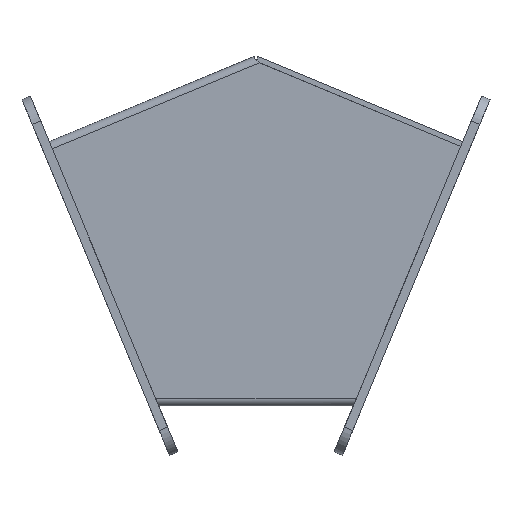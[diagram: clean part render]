
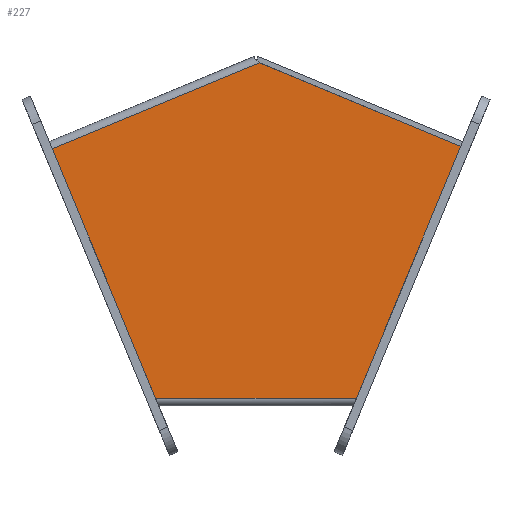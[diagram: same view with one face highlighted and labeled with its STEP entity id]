
A CAD part, front view. The second image highlights one B-rep face of the part: STEP entity #227.
In plain terms, the highlighted planar face has unit normal (0, -1, 0).
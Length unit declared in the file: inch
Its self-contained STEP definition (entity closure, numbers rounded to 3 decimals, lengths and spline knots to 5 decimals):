
#45 = CARTESIAN_POINT ( 'NONE',  ( 2.8585, -2., 3.62233 ) ) ;
#227 = ADVANCED_FACE ( 'NONE', ( #2221 ), #1384, .T. ) ;
#290 = EDGE_CURVE ( 'NONE', #1517, #2081, #2234, .T. ) ;
#303 = CARTESIAN_POINT ( 'NONE',  ( 2.8585, -2., 3.62233 ) ) ;
#361 = DIRECTION ( 'NONE',  ( 1., 0., 0. ) ) ;
#423 = EDGE_LOOP ( 'NONE', ( #1595, #1450, #898, #1667, #1526 ) ) ;
#431 = VERTEX_POINT ( 'NONE', #825 ) ;
#468 = LINE ( 'NONE', #2155, #975 ) ;
#469 = AXIS2_PLACEMENT_3D ( 'NONE', #2620, #952, #2419 ) ;
#584 = EDGE_CURVE ( 'NONE', #2081, #431, #2607, .T. ) ;
#690 = VECTOR ( 'NONE', #2361, 39.37008 ) ;
#753 = CARTESIAN_POINT ( 'NONE',  ( -2.8585, -2., 0.108 ) ) ;
#825 = CARTESIAN_POINT ( 'NONE',  ( 1.4008, -2., 0.108 ) ) ;
#852 = VECTOR ( 'NONE', #991, 39.37008 ) ;
#898 = ORIENTED_EDGE ( 'NONE', *, *, #1345, .T. ) ;
#939 = VECTOR ( 'NONE', #361, 39.37008 ) ;
#952 = DIRECTION ( 'NONE',  ( 0., -1., 0. ) ) ;
#975 = VECTOR ( 'NONE', #1924, 39.37008 ) ;
#991 = DIRECTION ( 'NONE',  ( 0.383, 0., -0.924 ) ) ;
#1110 = LINE ( 'NONE', #303, #690 ) ;
#1267 = EDGE_CURVE ( 'NONE', #1876, #1517, #2465, .T. ) ;
#1345 = EDGE_CURVE ( 'NONE', #2617, #1876, #468, .T. ) ;
#1384 = PLANE ( 'NONE',  #469 ) ;
#1435 = CARTESIAN_POINT ( 'NONE',  ( 0.04698, -2., 4.78851 ) ) ;
#1450 = ORIENTED_EDGE ( 'NONE', *, *, #2111, .T. ) ;
#1517 = VERTEX_POINT ( 'NONE', #2005 ) ;
#1526 = ORIENTED_EDGE ( 'NONE', *, *, #290, .T. ) ;
#1585 = CARTESIAN_POINT ( 'NONE',  ( 0.04698, -2., 4.78851 ) ) ;
#1595 = ORIENTED_EDGE ( 'NONE', *, *, #584, .T. ) ;
#1667 = ORIENTED_EDGE ( 'NONE', *, *, #1267, .T. ) ;
#1876 = VERTEX_POINT ( 'NONE', #1585 ) ;
#1924 = DIRECTION ( 'NONE',  ( -0.924, 0., 0.383 ) ) ;
#2005 = CARTESIAN_POINT ( 'NONE',  ( -2.84471, -2., 3.58907 ) ) ;
#2081 = VERTEX_POINT ( 'NONE', #2262 ) ;
#2111 = EDGE_CURVE ( 'NONE', #431, #2617, #1110, .T. ) ;
#2155 = CARTESIAN_POINT ( 'NONE',  ( 0., -2., 4.808 ) ) ;
#2221 = FACE_OUTER_BOUND ( 'NONE', #423, .T. ) ;
#2234 = LINE ( 'NONE', #2264, #852 ) ;
#2262 = CARTESIAN_POINT ( 'NONE',  ( -1.4008, -2., 0.108 ) ) ;
#2264 = CARTESIAN_POINT ( 'NONE',  ( -1.356, -2., 0. ) ) ;
#2270 = DIRECTION ( 'NONE',  ( -0.924, 0., -0.383 ) ) ;
#2361 = DIRECTION ( 'NONE',  ( 0.383, 0., 0.924 ) ) ;
#2419 = DIRECTION ( 'NONE',  ( 0., 0., -1. ) ) ;
#2465 = LINE ( 'NONE', #1435, #2624 ) ;
#2607 = LINE ( 'NONE', #753, #939 ) ;
#2617 = VERTEX_POINT ( 'NONE', #45 ) ;
#2620 = CARTESIAN_POINT ( 'NONE',  ( -2.8585, -2., 4.808 ) ) ;
#2624 = VECTOR ( 'NONE', #2270, 39.37008 ) ;
